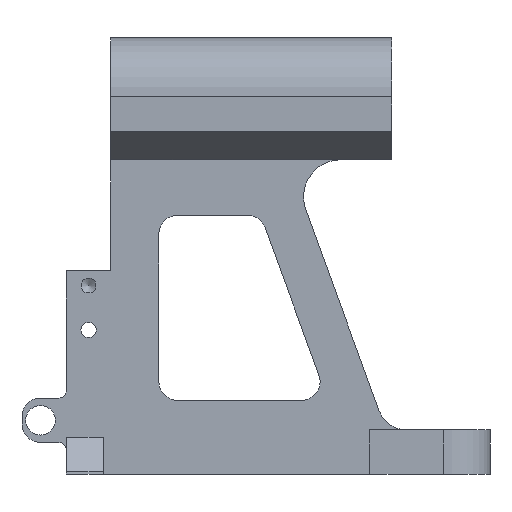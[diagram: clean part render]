
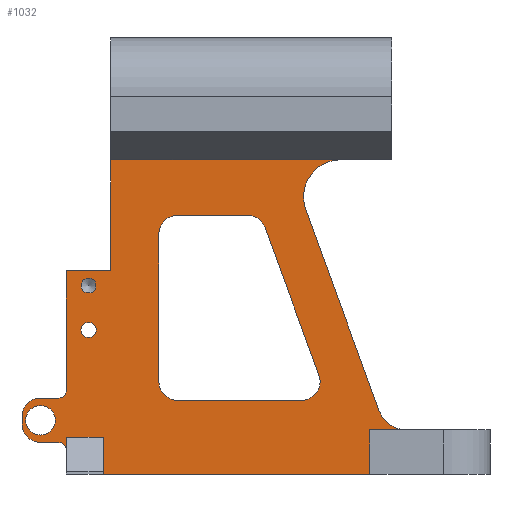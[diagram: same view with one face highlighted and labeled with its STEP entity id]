
A CAD part, front view. The second image highlights one B-rep face of the part: STEP entity #1032.
In plain terms, the highlighted planar face has unit normal (0, -1, 0).
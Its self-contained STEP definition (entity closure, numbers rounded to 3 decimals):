
#17=LINE('',#1483,#123);
#24=LINE('',#1498,#130);
#52=LINE('',#1578,#158);
#59=LINE('',#1600,#165);
#63=LINE('',#1607,#169);
#69=LINE('',#1624,#175);
#72=LINE('',#1632,#178);
#79=LINE('',#1648,#185);
#81=LINE('',#1651,#187);
#82=LINE('',#1653,#188);
#83=LINE('',#1655,#189);
#84=LINE('',#1657,#190);
#85=LINE('',#1659,#191);
#86=LINE('',#1663,#192);
#87=LINE('',#1667,#193);
#88=LINE('',#1671,#194);
#89=LINE('',#1675,#195);
#90=LINE('',#1679,#196);
#123=VECTOR('',#1189,10.);
#130=VECTOR('',#1200,10.);
#158=VECTOR('',#1266,10.);
#165=VECTOR('',#1287,10.);
#169=VECTOR('',#1293,10.);
#175=VECTOR('',#1311,10.);
#178=VECTOR('',#1320,10.);
#185=VECTOR('',#1333,10.);
#187=VECTOR('',#1337,10.);
#188=VECTOR('',#1340,10.);
#189=VECTOR('',#1341,10.);
#190=VECTOR('',#1342,10.);
#191=VECTOR('',#1343,10.);
#192=VECTOR('',#1346,10.);
#193=VECTOR('',#1349,10.);
#194=VECTOR('',#1352,10.);
#195=VECTOR('',#1355,10.);
#196=VECTOR('',#1358,10.);
#244=PLANE('',#1121);
#273=FACE_BOUND('',#396,.T.);
#274=FACE_BOUND('',#397,.T.);
#275=FACE_BOUND('',#398,.T.);
#276=FACE_BOUND('',#399,.T.);
#329=FACE_OUTER_BOUND('',#395,.T.);
#395=EDGE_LOOP('',(#851,#852,#853,#854,#855,#856,#857,#858,#859,#860,#861,
#862,#863,#864,#865,#866,#867,#868,#869,#870));
#396=EDGE_LOOP('',(#871));
#397=EDGE_LOOP('',(#872));
#398=EDGE_LOOP('',(#873));
#399=EDGE_LOOP('',(#874,#875,#876,#877,#878,#879,#880,#881));
#435=CIRCLE('',#1072,2.);
#437=CIRCLE('',#1075,2.067);
#455=CIRCLE('',#1111,4.);
#456=CIRCLE('',#1113,2.);
#457=CIRCLE('',#1116,2.);
#458=CIRCLE('',#1119,5.);
#459=CIRCLE('',#1122,5.);
#460=CIRCLE('',#1123,8.);
#461=CIRCLE('',#1124,10.);
#462=CIRCLE('',#1125,5.);
#463=CIRCLE('',#1126,5.);
#464=CIRCLE('',#1127,5.);
#465=CIRCLE('',#1128,5.);
#473=VERTEX_POINT('',#1464);
#475=VERTEX_POINT('',#1469);
#480=VERTEX_POINT('',#1480);
#481=VERTEX_POINT('',#1482);
#487=VERTEX_POINT('',#1496);
#519=VERTEX_POINT('',#1572);
#527=VERTEX_POINT('',#1597);
#528=VERTEX_POINT('',#1599);
#530=VERTEX_POINT('',#1605);
#532=VERTEX_POINT('',#1613);
#533=VERTEX_POINT('',#1616);
#534=VERTEX_POINT('',#1618);
#535=VERTEX_POINT('',#1622);
#536=VERTEX_POINT('',#1626);
#537=VERTEX_POINT('',#1628);
#541=VERTEX_POINT('',#1641);
#542=VERTEX_POINT('',#1642);
#543=VERTEX_POINT('',#1647);
#544=VERTEX_POINT('',#1654);
#545=VERTEX_POINT('',#1656);
#546=VERTEX_POINT('',#1658);
#547=VERTEX_POINT('',#1660);
#548=VERTEX_POINT('',#1662);
#549=VERTEX_POINT('',#1665);
#550=VERTEX_POINT('',#1666);
#551=VERTEX_POINT('',#1668);
#552=VERTEX_POINT('',#1670);
#553=VERTEX_POINT('',#1672);
#554=VERTEX_POINT('',#1674);
#555=VERTEX_POINT('',#1676);
#556=VERTEX_POINT('',#1678);
#573=EDGE_CURVE('',#473,#473,#435,.T.);
#575=EDGE_CURVE('',#475,#475,#437,.T.);
#580=EDGE_CURVE('',#481,#480,#17,.T.);
#588=EDGE_CURVE('',#480,#487,#24,.T.);
#628=EDGE_CURVE('',#519,#481,#52,.T.);
#637=EDGE_CURVE('',#528,#527,#59,.T.);
#641=EDGE_CURVE('',#527,#530,#63,.T.);
#644=EDGE_CURVE('',#532,#532,#455,.T.);
#646=EDGE_CURVE('',#533,#534,#456,.T.);
#649=EDGE_CURVE('',#533,#535,#69,.T.);
#651=EDGE_CURVE('',#536,#537,#457,.T.);
#653=EDGE_CURVE('',#536,#528,#72,.T.);
#658=EDGE_CURVE('',#541,#542,#458,.T.);
#661=EDGE_CURVE('',#542,#543,#79,.T.);
#663=EDGE_CURVE('',#487,#534,#81,.T.);
#664=EDGE_CURVE('',#543,#535,#459,.T.);
#665=EDGE_CURVE('',#537,#541,#82,.T.);
#666=EDGE_CURVE('',#530,#544,#83,.T.);
#667=EDGE_CURVE('',#545,#544,#84,.T.);
#668=EDGE_CURVE('',#546,#545,#85,.T.);
#669=EDGE_CURVE('',#546,#547,#460,.T.);
#670=EDGE_CURVE('',#547,#548,#86,.T.);
#671=EDGE_CURVE('',#548,#519,#461,.T.);
#672=EDGE_CURVE('',#549,#550,#87,.T.);
#673=EDGE_CURVE('',#551,#550,#462,.T.);
#674=EDGE_CURVE('',#551,#552,#88,.T.);
#675=EDGE_CURVE('',#553,#552,#463,.T.);
#676=EDGE_CURVE('',#553,#554,#89,.T.);
#677=EDGE_CURVE('',#555,#554,#464,.T.);
#678=EDGE_CURVE('',#555,#556,#90,.T.);
#679=EDGE_CURVE('',#549,#556,#465,.T.);
#851=ORIENTED_EDGE('',*,*,#588,.T.);
#852=ORIENTED_EDGE('',*,*,#663,.T.);
#853=ORIENTED_EDGE('',*,*,#646,.F.);
#854=ORIENTED_EDGE('',*,*,#649,.T.);
#855=ORIENTED_EDGE('',*,*,#664,.F.);
#856=ORIENTED_EDGE('',*,*,#661,.F.);
#857=ORIENTED_EDGE('',*,*,#658,.F.);
#858=ORIENTED_EDGE('',*,*,#665,.F.);
#859=ORIENTED_EDGE('',*,*,#651,.F.);
#860=ORIENTED_EDGE('',*,*,#653,.T.);
#861=ORIENTED_EDGE('',*,*,#637,.T.);
#862=ORIENTED_EDGE('',*,*,#641,.T.);
#863=ORIENTED_EDGE('',*,*,#666,.T.);
#864=ORIENTED_EDGE('',*,*,#667,.F.);
#865=ORIENTED_EDGE('',*,*,#668,.F.);
#866=ORIENTED_EDGE('',*,*,#669,.T.);
#867=ORIENTED_EDGE('',*,*,#670,.T.);
#868=ORIENTED_EDGE('',*,*,#671,.T.);
#869=ORIENTED_EDGE('',*,*,#628,.T.);
#870=ORIENTED_EDGE('',*,*,#580,.T.);
#871=ORIENTED_EDGE('',*,*,#573,.T.);
#872=ORIENTED_EDGE('',*,*,#575,.T.);
#873=ORIENTED_EDGE('',*,*,#644,.T.);
#874=ORIENTED_EDGE('',*,*,#672,.T.);
#875=ORIENTED_EDGE('',*,*,#673,.F.);
#876=ORIENTED_EDGE('',*,*,#674,.T.);
#877=ORIENTED_EDGE('',*,*,#675,.F.);
#878=ORIENTED_EDGE('',*,*,#676,.T.);
#879=ORIENTED_EDGE('',*,*,#677,.F.);
#880=ORIENTED_EDGE('',*,*,#678,.T.);
#881=ORIENTED_EDGE('',*,*,#679,.F.);
#1032=ADVANCED_FACE('',(#329,#273,#274,#275,#276),#244,.F.);
#1072=AXIS2_PLACEMENT_3D('',#1465,#1171,#1172);
#1075=AXIS2_PLACEMENT_3D('',#1470,#1177,#1178);
#1111=AXIS2_PLACEMENT_3D('',#1614,#1300,#1301);
#1113=AXIS2_PLACEMENT_3D('',#1619,#1305,#1306);
#1116=AXIS2_PLACEMENT_3D('',#1629,#1315,#1316);
#1119=AXIS2_PLACEMENT_3D('',#1643,#1327,#1328);
#1121=AXIS2_PLACEMENT_3D('',#1650,#1335,#1336);
#1122=AXIS2_PLACEMENT_3D('',#1652,#1338,#1339);
#1123=AXIS2_PLACEMENT_3D('',#1661,#1344,#1345);
#1124=AXIS2_PLACEMENT_3D('',#1664,#1347,#1348);
#1125=AXIS2_PLACEMENT_3D('',#1669,#1350,#1351);
#1126=AXIS2_PLACEMENT_3D('',#1673,#1353,#1354);
#1127=AXIS2_PLACEMENT_3D('',#1677,#1356,#1357);
#1128=AXIS2_PLACEMENT_3D('',#1680,#1359,#1360);
#1171=DIRECTION('center_axis',(0.,1.,0.));
#1172=DIRECTION('ref_axis',(1.,0.,0.));
#1177=DIRECTION('center_axis',(0.,1.,0.));
#1178=DIRECTION('ref_axis',(1.,0.,0.));
#1189=DIRECTION('',(0.,0.,-1.));
#1200=DIRECTION('',(-1.,0.,0.));
#1266=DIRECTION('',(-1.,0.,0.));
#1287=DIRECTION('',(1.,0.,0.));
#1293=DIRECTION('',(0.,0.,-1.));
#1300=DIRECTION('center_axis',(0.,1.,0.));
#1301=DIRECTION('ref_axis',(1.,0.,0.));
#1305=DIRECTION('center_axis',(0.,-1.,0.));
#1306=DIRECTION('ref_axis',(0.707,0.,-0.707));
#1311=DIRECTION('',(-1.,0.,0.));
#1315=DIRECTION('center_axis',(0.,-1.,0.));
#1316=DIRECTION('ref_axis',(0.707,0.,0.707));
#1320=DIRECTION('',(0.,0.,1.));
#1327=DIRECTION('center_axis',(0.,1.,0.));
#1328=DIRECTION('ref_axis',(-0.707,0.,-0.707));
#1333=DIRECTION('',(0.,0.,1.));
#1335=DIRECTION('center_axis',(0.,1.,0.));
#1336=DIRECTION('ref_axis',(0.,0.,1.));
#1337=DIRECTION('',(0.,0.,-1.));
#1338=DIRECTION('center_axis',(0.,1.,0.));
#1339=DIRECTION('ref_axis',(-0.707,0.,0.707));
#1340=DIRECTION('',(-1.,0.,0.));
#1341=DIRECTION('',(1.,0.,0.));
#1342=DIRECTION('',(0.,0.,-1.));
#1343=DIRECTION('',(-1.,0.,0.));
#1344=DIRECTION('center_axis',(0.,1.,0.));
#1345=DIRECTION('ref_axis',(0.,0.,1.));
#1346=DIRECTION('',(-0.342,0.,0.94));
#1347=DIRECTION('center_axis',(0.,1.,0.));
#1348=DIRECTION('ref_axis',(0.94,0.,0.342));
#1349=DIRECTION('',(-1.,0.,0.));
#1350=DIRECTION('center_axis',(0.,-1.,0.));
#1351=DIRECTION('ref_axis',(-0.707,0.,-0.707));
#1352=DIRECTION('',(0.,0.,1.));
#1353=DIRECTION('center_axis',(0.,-1.,0.));
#1354=DIRECTION('ref_axis',(-0.707,0.,0.707));
#1355=DIRECTION('',(1.,0.,0.));
#1356=DIRECTION('center_axis',(0.,-1.,0.));
#1357=DIRECTION('ref_axis',(0.574,0.,0.819));
#1358=DIRECTION('',(0.342,0.,-0.94));
#1359=DIRECTION('center_axis',(0.,-1.,0.));
#1360=DIRECTION('ref_axis',(0.819,0.,-0.574));
#1464=CARTESIAN_POINT('',(-94.,-5.,51.));
#1465=CARTESIAN_POINT('Origin',(-96.,-5.,51.));
#1469=CARTESIAN_POINT('',(-93.933,-5.,39.));
#1470=CARTESIAN_POINT('Origin',(-96.,-5.,39.));
#1480=CARTESIAN_POINT('',(-90.,-5.,55.));
#1482=CARTESIAN_POINT('',(-90.,-5.,85.));
#1483=CARTESIAN_POINT('',(-90.,-5.,89.197));
#1496=CARTESIAN_POINT('',(-102.,-5.,55.));
#1498=CARTESIAN_POINT('',(-73.852,-5.,55.));
#1572=CARTESIAN_POINT('',(-27.89,-5.,85.));
#1578=CARTESIAN_POINT('',(-102.,-5.,85.));
#1597=CARTESIAN_POINT('',(-92.,-5.,10.));
#1599=CARTESIAN_POINT('',(-102.,-5.,10.));
#1600=CARTESIAN_POINT('',(-77.452,-5.,10.));
#1605=CARTESIAN_POINT('',(-92.,-5.,0.));
#1607=CARTESIAN_POINT('',(-92.,-5.,19.197));
#1613=CARTESIAN_POINT('',(-113.,-5.,14.6));
#1614=CARTESIAN_POINT('Origin',(-109.,-5.,14.6));
#1616=CARTESIAN_POINT('',(-104.,-5.,20.6));
#1618=CARTESIAN_POINT('',(-102.,-5.,22.6));
#1619=CARTESIAN_POINT('Origin',(-104.,-5.,22.6));
#1622=CARTESIAN_POINT('',(-109.,-5.,20.6));
#1624=CARTESIAN_POINT('',(-102.,-5.,20.6));
#1626=CARTESIAN_POINT('',(-102.,-5.,6.6));
#1628=CARTESIAN_POINT('',(-104.,-5.,8.6));
#1629=CARTESIAN_POINT('Origin',(-104.,-5.,6.6));
#1632=CARTESIAN_POINT('',(-102.,-5.,19.197));
#1641=CARTESIAN_POINT('',(-109.,-5.,8.6));
#1642=CARTESIAN_POINT('',(-114.,-5.,13.6));
#1643=CARTESIAN_POINT('Origin',(-109.,-5.,13.6));
#1647=CARTESIAN_POINT('',(-114.,-5.,15.6));
#1648=CARTESIAN_POINT('',(-114.,-5.,8.6));
#1650=CARTESIAN_POINT('Origin',(-57.705,-5.,38.394));
#1651=CARTESIAN_POINT('',(-102.,-5.,0.));
#1652=CARTESIAN_POINT('Origin',(-109.,-5.,15.6));
#1653=CARTESIAN_POINT('',(-102.,-5.,8.6));
#1654=CARTESIAN_POINT('',(-20.,-5.,0.));
#1655=CARTESIAN_POINT('',(-20.,-5.,0.));
#1656=CARTESIAN_POINT('',(-20.,-5.,12.));
#1657=CARTESIAN_POINT('',(-20.,-5.,19.197));
#1658=CARTESIAN_POINT('',(-10.,-5.,12.));
#1659=CARTESIAN_POINT('',(-32.376,-5.,12.));
#1660=CARTESIAN_POINT('',(-17.518,-5.,17.264));
#1661=CARTESIAN_POINT('Origin',(-10.,-5.,20.));
#1662=CARTESIAN_POINT('',(-37.287,-5.,71.58));
#1663=CARTESIAN_POINT('',(-37.287,-5.,71.58));
#1664=CARTESIAN_POINT('Origin',(-27.89,-5.,75.));
#1665=CARTESIAN_POINT('',(-38.424,-5.,20.));
#1666=CARTESIAN_POINT('',(-72.,-5.,20.));
#1667=CARTESIAN_POINT('',(-67.352,-5.,20.));
#1668=CARTESIAN_POINT('',(-77.,-5.,25.));
#1669=CARTESIAN_POINT('Origin',(-72.,-5.,25.));
#1670=CARTESIAN_POINT('',(-77.,-5.,65.));
#1671=CARTESIAN_POINT('',(-77.,-5.,54.197));
#1672=CARTESIAN_POINT('',(-72.,-5.,70.));
#1673=CARTESIAN_POINT('Origin',(-72.,-5.,65.));
#1674=CARTESIAN_POINT('',(-52.983,-5.,70.));
#1675=CARTESIAN_POINT('',(-53.593,-5.,70.));
#1676=CARTESIAN_POINT('',(-48.285,-5.,66.71));
#1677=CARTESIAN_POINT('Origin',(-52.983,-5.,65.));
#1678=CARTESIAN_POINT('',(-33.726,-5.,26.71));
#1679=CARTESIAN_POINT('',(-35.785,-5.,32.367));
#1680=CARTESIAN_POINT('Origin',(-38.424,-5.,25.));
